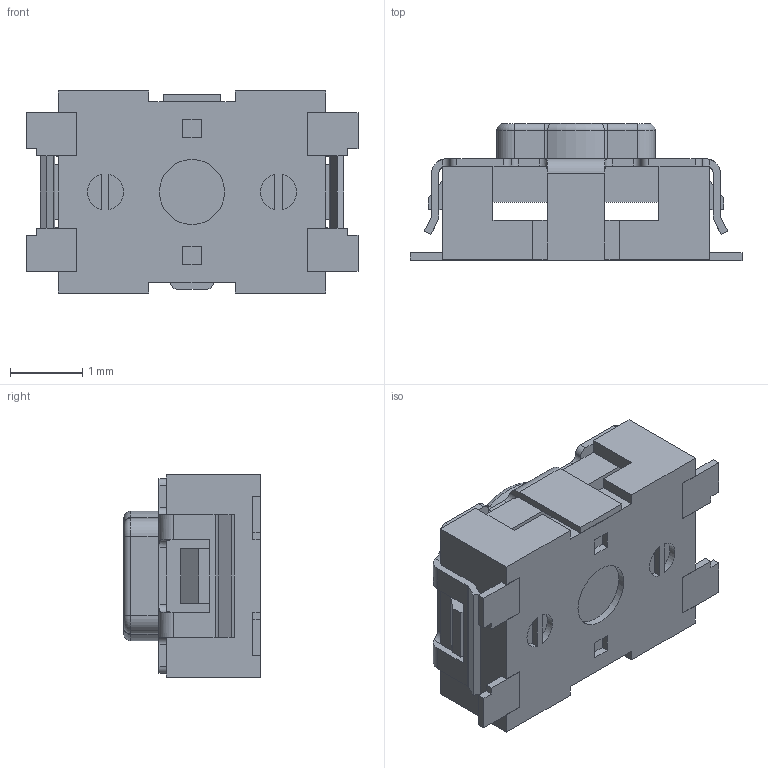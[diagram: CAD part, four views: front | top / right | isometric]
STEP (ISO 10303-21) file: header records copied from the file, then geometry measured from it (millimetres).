
FILE_DESCRIPTION(/* description */ ('STEP AP214'),/* implementation_level */ '2;1');
FILE_NAME(/* name */ 'Alminyum TL6330AF200Q.step',/* time_stamp */ '2025-04-27T22:43:20+03:00',/* author */ (''),/* organization */ (''),/* preprocessor_version */ 'ST-DEVELOPER v20.1',/* originating_system */ 'Autodesk Translation Framework v14.4.0.0',/* authorisation */ '');
FILE_SCHEMA (('AUTOMOTIVE_DESIGN { 1 0 10303 214 3 1 1 }'));
Length unit declared in the file: millimetre
Products named in the file (2): TL6330AF200Q; TL6330AF200Q--3DModel-STEP-520916
Assembly tree (1 placements, depth 2):
  TL6330AF200Q
    TL6330AF200Q--3DModel-STEP-520916
Bounding box: 4.6 x 1.9 x 2.8 mm (x, y, z)
Volume: 13.6 mm3; surface area: 71.4 mm2
Topology: 1 solids, 1 shells, 245 faces, 674 edges, 430 vertices
Faces by surface type: plane 164, cylinder 71, torus 10
Full cylindrical faces by diameter (mm): 0.9 x1
Entity records: 7996 total; most frequent: CARTESIAN_POINT 1476, ORIENTED_EDGE 1348, DIRECTION 1304, EDGE_CURVE 674, LINE 508, VECTOR 508, VERTEX_POINT 430, AXIS2_PLACEMENT_3D 398
